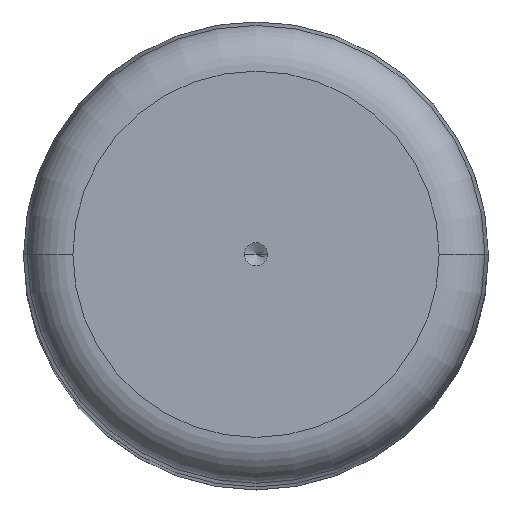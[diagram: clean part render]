
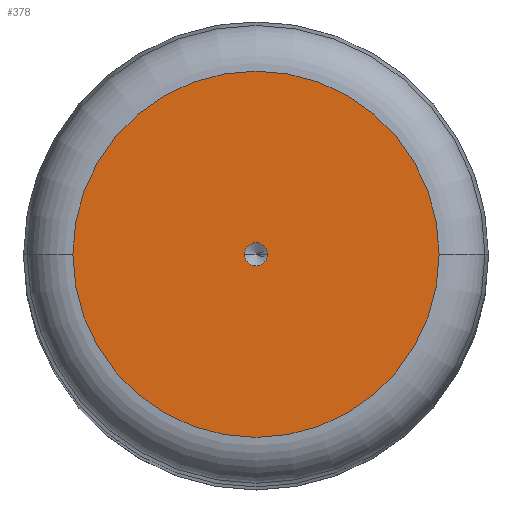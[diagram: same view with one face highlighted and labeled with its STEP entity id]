
A CAD part, top view. The second image highlights one B-rep face of the part: STEP entity #378.
In plain terms, the highlighted planar face has unit normal (0, 0, 1).
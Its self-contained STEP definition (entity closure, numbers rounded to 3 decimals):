
#56 = DIRECTION ( 'NONE',  ( 0., 0., 1. ) ) ;
#86 = CARTESIAN_POINT ( 'NONE',  ( 1.5, 0., 250. ) ) ;
#89 = CIRCLE ( 'NONE', #251, 1.5 ) ;
#112 = DIRECTION ( 'NONE',  ( 1., 0., 0. ) ) ;
#147 = AXIS2_PLACEMENT_3D ( 'NONE', #402, #677, #155 ) ;
#155 = DIRECTION ( 'NONE',  ( 1., 0., 0. ) ) ;
#156 = VERTEX_POINT ( 'NONE', #550 ) ;
#167 = VERTEX_POINT ( 'NONE', #601 ) ;
#184 = DIRECTION ( 'NONE',  ( 0., 0., 1. ) ) ;
#190 = EDGE_CURVE ( 'NONE', #156, #167, #525, .T. ) ;
#193 = EDGE_LOOP ( 'NONE', ( #595, #581 ) ) ;
#196 = AXIS2_PLACEMENT_3D ( 'NONE', #310, #219, #516 ) ;
#208 = AXIS2_PLACEMENT_3D ( 'NONE', #469, #56, #112 ) ;
#216 = DIRECTION ( 'NONE',  ( 1., 0., 0. ) ) ;
#219 = DIRECTION ( 'NONE',  ( 0., 0., 1. ) ) ;
#229 = EDGE_CURVE ( 'NONE', #167, #156, #260, .T. ) ;
#241 = AXIS2_PLACEMENT_3D ( 'NONE', #429, #184, #481 ) ;
#244 = EDGE_LOOP ( 'NONE', ( #483, #480 ) ) ;
#251 = AXIS2_PLACEMENT_3D ( 'NONE', #561, #268, #216 ) ;
#260 = CIRCLE ( 'NONE', #147, 23.642 ) ;
#268 = DIRECTION ( 'NONE',  ( 0., 0., 1. ) ) ;
#291 = EDGE_CURVE ( 'NONE', #295, #644, #89, .T. ) ;
#295 = VERTEX_POINT ( 'NONE', #405 ) ;
#310 = CARTESIAN_POINT ( 'NONE',  ( 0., 0., 250. ) ) ;
#378 = ADVANCED_FACE ( 'NONE', ( #485, #661 ), #571, .T. ) ;
#402 = CARTESIAN_POINT ( 'NONE',  ( 0., 0., 250. ) ) ;
#405 = CARTESIAN_POINT ( 'NONE',  ( -1.5, 0., 250. ) ) ;
#429 = CARTESIAN_POINT ( 'NONE',  ( 0., 0., 250. ) ) ;
#469 = CARTESIAN_POINT ( 'NONE',  ( 0., 0., 250. ) ) ;
#480 = ORIENTED_EDGE ( 'NONE', *, *, #291, .F. ) ;
#481 = DIRECTION ( 'NONE',  ( 1., 0., 0. ) ) ;
#483 = ORIENTED_EDGE ( 'NONE', *, *, #505, .F. ) ;
#485 = FACE_BOUND ( 'NONE', #244, .T. ) ;
#505 = EDGE_CURVE ( 'NONE', #644, #295, #602, .T. ) ;
#516 = DIRECTION ( 'NONE',  ( 1., 0., 0. ) ) ;
#525 = CIRCLE ( 'NONE', #196, 23.642 ) ;
#550 = CARTESIAN_POINT ( 'NONE',  ( 23.642, 0., 250. ) ) ;
#561 = CARTESIAN_POINT ( 'NONE',  ( 0., 0., 250. ) ) ;
#571 = PLANE ( 'NONE',  #208 ) ;
#581 = ORIENTED_EDGE ( 'NONE', *, *, #229, .T. ) ;
#595 = ORIENTED_EDGE ( 'NONE', *, *, #190, .T. ) ;
#601 = CARTESIAN_POINT ( 'NONE',  ( -23.642, 0., 250. ) ) ;
#602 = CIRCLE ( 'NONE', #241, 1.5 ) ;
#644 = VERTEX_POINT ( 'NONE', #86 ) ;
#661 = FACE_OUTER_BOUND ( 'NONE', #193, .T. ) ;
#677 = DIRECTION ( 'NONE',  ( 0., 0., 1. ) ) ;
